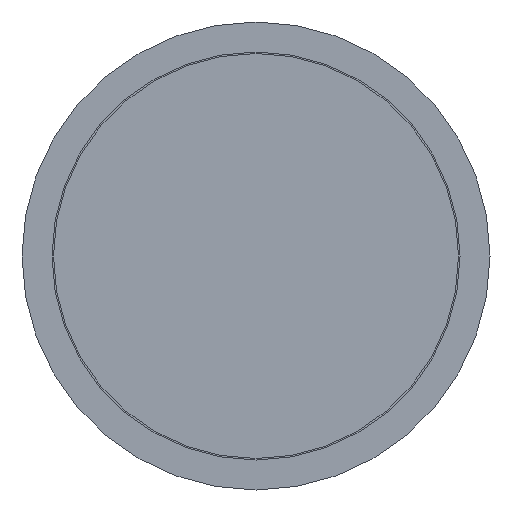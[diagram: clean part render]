
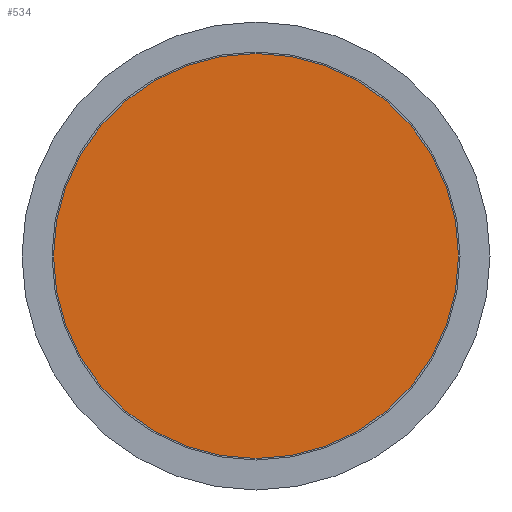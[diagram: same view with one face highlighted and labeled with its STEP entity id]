
A CAD part, front view. The second image highlights one B-rep face of the part: STEP entity #534.
In plain terms, the highlighted planar face has unit normal (0, -1, 0).
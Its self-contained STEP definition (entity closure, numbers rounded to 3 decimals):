
#39 = PLANE ( 'NONE',  #773 ) ;
#101 = EDGE_LOOP ( 'NONE', ( #908 ) ) ;
#114 = CARTESIAN_POINT ( 'NONE',  ( -33.75, 0., 0. ) ) ;
#253 = DIRECTION ( 'NONE',  ( 0., -1., 0. ) ) ;
#279 = AXIS2_PLACEMENT_3D ( 'NONE', #858, #253, #710 ) ;
#306 = VERTEX_POINT ( 'NONE', #609 ) ;
#419 = FACE_OUTER_BOUND ( 'NONE', #101, .T. ) ;
#488 = DIRECTION ( 'NONE',  ( 0., 0., 1. ) ) ;
#534 = ADVANCED_FACE ( 'NONE', ( #419 ), #39, .F. ) ;
#565 = CIRCLE ( 'NONE', #279, 33.75 ) ;
#606 = EDGE_CURVE ( 'NONE', #306, #306, #565, .T. ) ;
#609 = CARTESIAN_POINT ( 'NONE',  ( 0., 0., -33.75 ) ) ;
#637 = DIRECTION ( 'NONE',  ( 0., 1., 0. ) ) ;
#710 = DIRECTION ( 'NONE',  ( 0., 0., -1. ) ) ;
#773 = AXIS2_PLACEMENT_3D ( 'NONE', #114, #637, #488 ) ;
#858 = CARTESIAN_POINT ( 'NONE',  ( 0., 0., 0. ) ) ;
#908 = ORIENTED_EDGE ( 'NONE', *, *, #606, .T. ) ;
